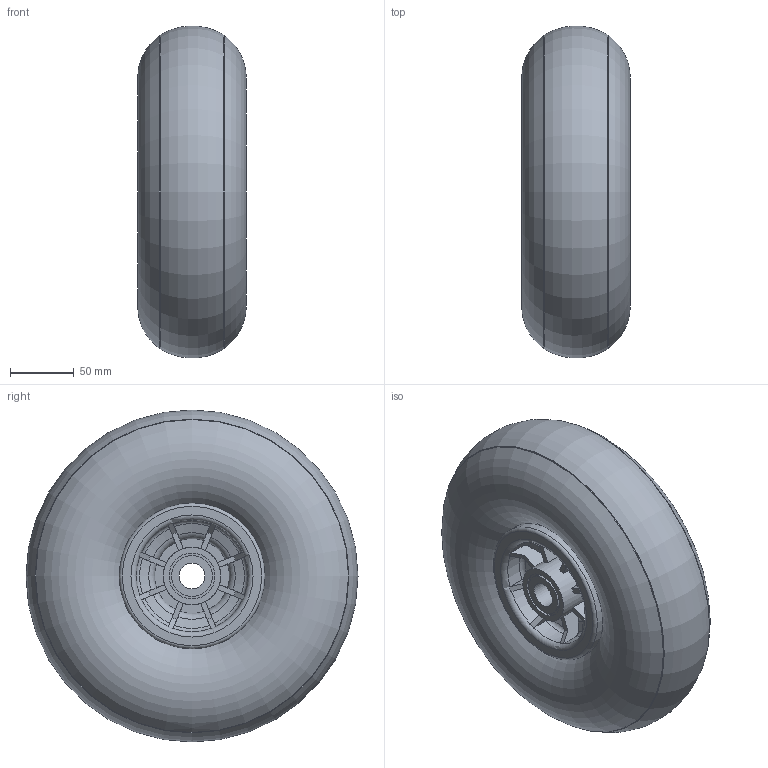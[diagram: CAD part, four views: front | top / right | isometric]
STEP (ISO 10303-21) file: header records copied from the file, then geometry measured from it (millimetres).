
FILE_DESCRIPTION( ( 'STEP AP214' ), ' ' );
FILE_NAME( '824601.stp', '2017-04-27T08:12:49', ( '' ), ( '' ), ' ', 'PARTsolutions', ' ' );
FILE_SCHEMA( ( 'AUTOMOTIVE_DESIGN { 1 0 10303 214 1 1 1 1 }' ) );
Length unit declared in the file: millimetre
Products named in the file (1): _824601
Bounding box: 84.91 x 259.83 x 259.83 mm (x, y, z)
Volume: 1439413.6 mm3; surface area: 312143.3 mm2
Topology: 1 solids, 2 shells, 198 faces, 550 edges, 365 vertices
Faces by surface type: plane 79, cylinder 46, torus 41, cone 32
Full cylindrical faces by diameter (mm): 10 x1, 20 x1, 32 x2, 36 x2, 45 x2, 114 x2, 244.6 x2
Entity records: 8846 total; most frequent: CARTESIAN_POINT 2401, ORIENTED_EDGE 1050, DIRECTION 958, EDGE_CURVE 525, AXIS2_PLACEMENT_3D 397, VERTEX_POINT 362, EDGE_LOOP 229, FACE_OUTER_BOUND 216
